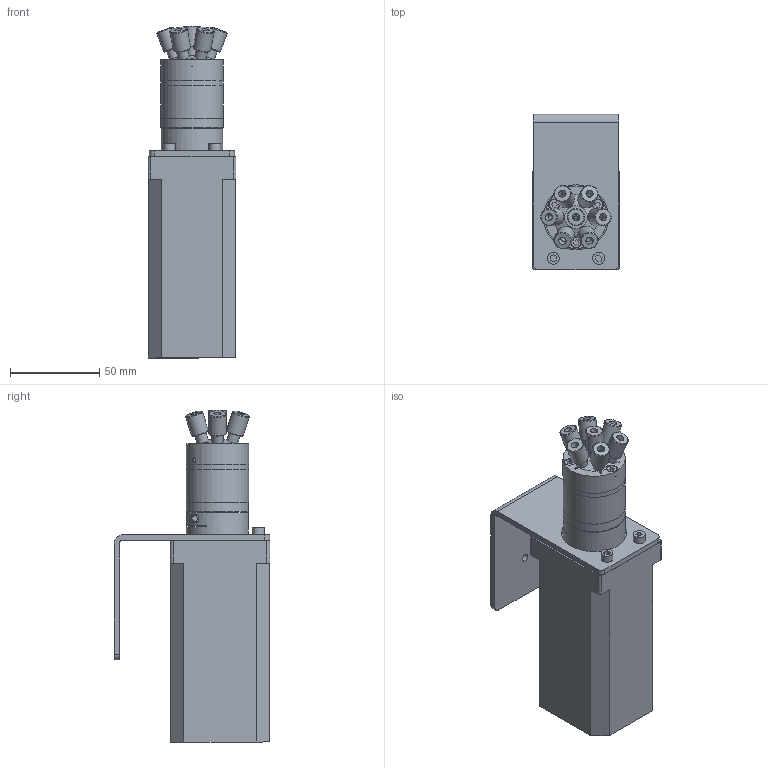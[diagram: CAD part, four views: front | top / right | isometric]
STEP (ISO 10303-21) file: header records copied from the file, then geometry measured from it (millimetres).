
FILE_DESCRIPTION((''),'2;1');
FILE_NAME('312332-C25-6186EMH Multipos valve electric actuated.stp','2013-08-14T14:37:13',('Franzp'),(''),'Autodesk Inventor 2013','Autodesk Inventor 2013','');
FILE_SCHEMA(('AUTOMOTIVE_DESIGN { 1 0 10303 214 1 1 1 1 }'));
Length unit declared in the file: millimetre
Products named in the file (1): 312332_Shrinkwrap_1
Bounding box: 49.17 x 87.12 x 185.73 mm (x, y, z)
Surface area: 60606 mm2 (no closed solid volume)
Topology: 0 solids, 28 shells, 187 faces, 653 edges, 499 vertices
Faces by surface type: plane 110, cylinder 55, cone 22
Full cylindrical faces by diameter (mm): 2.156 x1, 3.302 x1, 3.33 x6, 4.166 x1, 4.32 x2, 5.78 x1, 5.94 x1, 6.15 x3, 6.35 x7, 6.7 x2, 9.78 x7, 19.025 x1, 19.075 x1, 34.671 x1, 34.798 x1, 34.925 x3, 36.5 x1
Entity records: 7546 total; most frequent: CARTESIAN_POINT 1709, DIRECTION 1088, ORIENTED_EDGE 862, EDGE_CURVE 574, VERTEX_POINT 482, AXIS2_PLACEMENT_3D 386, EDGE_LOOP 343, VECTOR 316
